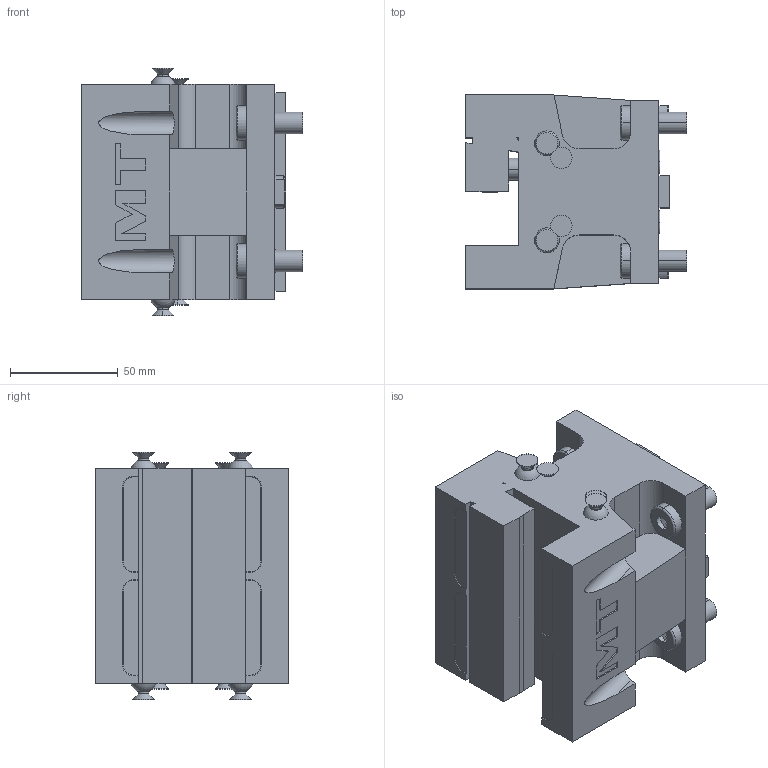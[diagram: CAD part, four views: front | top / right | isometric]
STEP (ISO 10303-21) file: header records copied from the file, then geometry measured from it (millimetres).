
FILE_DESCRIPTION((''),'2;1');
FILE_NAME('DWO0422510_CONF','2023-04-13T13:58:12',('gvalli'),('M.T. srl'),'CREO PARAMETRIC BY PTC INC, 2021072','CREO PARAMETRIC BY PTC INC, 2021072','');
FILE_SCHEMA(('CONFIG_CONTROL_DESIGN'));
Length unit declared in the file: millimetre
Products named in the file (1): DWO0422510_CONF
Bounding box: 103 x 90 x 115.1 mm (x, y, z)
Volume: 641322 mm3; surface area: 70908.5 mm2
Topology: 1 solids, 1 shells, 281 faces, 709 edges, 458 vertices
Faces by surface type: plane 151, cylinder 72, cone 38, torus 12, extrusion 4, sphere 4
Entity records: 8741 total; most frequent: CARTESIAN_POINT 1820, DIRECTION 1447, ORIENTED_EDGE 1402, EDGE_CURVE 701, AXIS2_PLACEMENT_3D 493, VECTOR 461, VERTEX_POINT 458, LINE 457
